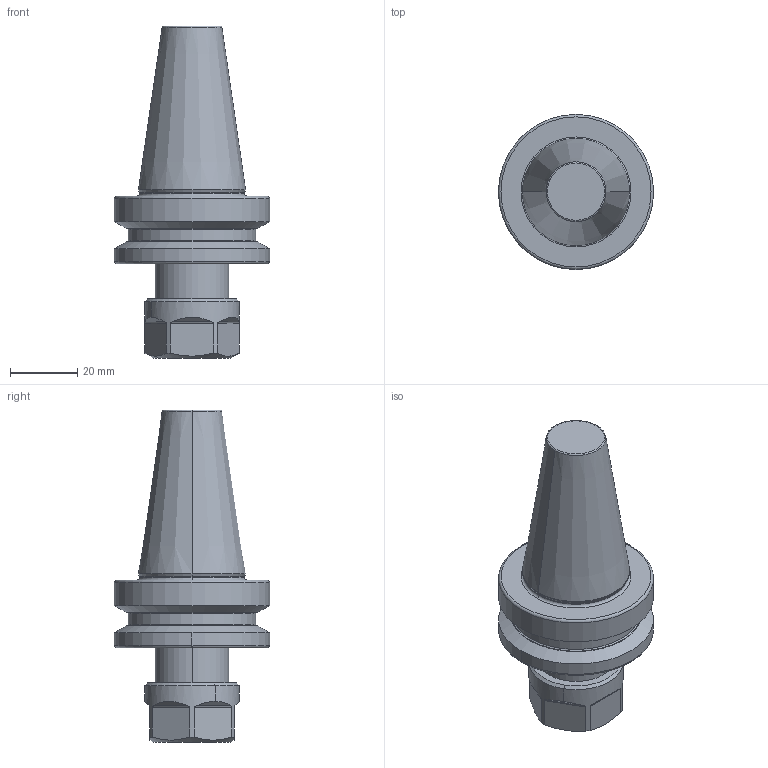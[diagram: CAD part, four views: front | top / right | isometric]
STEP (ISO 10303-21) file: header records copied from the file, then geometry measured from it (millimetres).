
FILE_DESCRIPTION(/* description */ (''),/* implementation_level */ '2;1');
FILE_NAME(/* name */ '1625830644040.stp',/* time_stamp */ '2021-07-09T17:07:34+06:00',/* author */ (''),/* organization */ ('SMS'),/* preprocessor_version */ 'ST-DEVELOPER v16.7',/* originating_system */ 'SIEMENS PLM Software NX 12.0',/* authorisation */ '');
FILE_SCHEMA (('AUTOMOTIVE_DESIGN { 1 0 10303 214 3 1 1 1 }'));
Length unit declared in the file: millimetre
Products named in the file (1): 203601624mod000_00
Bounding box: 45.98 x 45.98 x 98.4 mm (x, y, z)
Volume: 69250.5 mm3; surface area: 12631.3 mm2
Topology: 1 solids, 1 shells, 56 faces, 129 edges, 83 vertices
Faces by surface type: plane 19, cylinder 16, torus 11, cone 10
Full cylindrical faces by diameter (mm): 37.75 x1, 45.98 x1
Entity records: 1791 total; most frequent: CARTESIAN_POINT 472, DIRECTION 278, ORIENTED_EDGE 258, EDGE_CURVE 129, AXIS2_PLACEMENT_3D 117, VERTEX_POINT 80, EDGE_LOOP 61, CIRCLE 57
